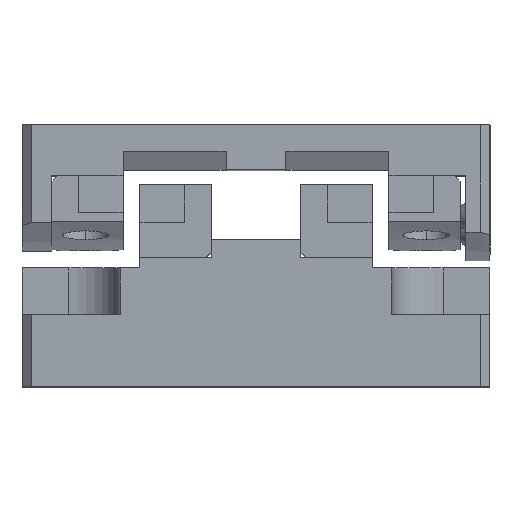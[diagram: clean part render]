
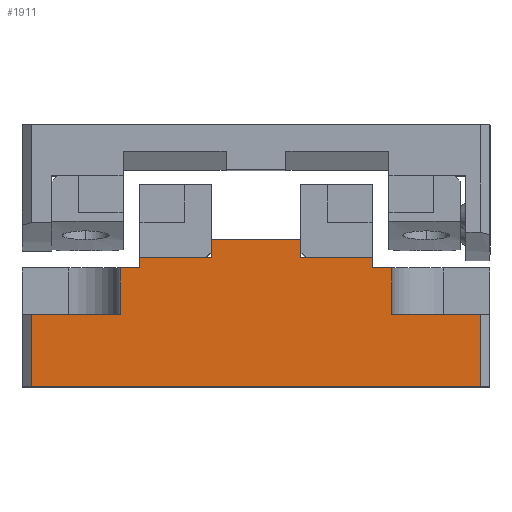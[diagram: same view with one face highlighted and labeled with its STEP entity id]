
A CAD part, top view. The second image highlights one B-rep face of the part: STEP entity #1911.
In plain terms, the highlighted planar face has unit normal (0, 0, 1).
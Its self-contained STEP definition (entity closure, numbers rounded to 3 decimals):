
#115 = ORIENTED_EDGE ( 'NONE', *, *, #8681, .T. ) ;
#218 = EDGE_CURVE ( 'NONE', #10589, #10195, #2450, .T. ) ;
#248 = EDGE_CURVE ( 'NONE', #8600, #5881, #10409, .T. ) ;
#338 = VERTEX_POINT ( 'NONE', #11841 ) ;
#345 = CARTESIAN_POINT ( 'NONE',  ( 25., 0., 25. ) ) ;
#771 = VECTOR ( 'NONE', #9988, 1000. ) ;
#848 = VECTOR ( 'NONE', #4312, 1000. ) ;
#1076 = CARTESIAN_POINT ( 'NONE',  ( 18.7, 6.35, 25. ) ) ;
#1110 = DIRECTION ( 'NONE',  ( -1., 0., 0. ) ) ;
#1138 = AXIS2_PLACEMENT_3D ( 'NONE', #6015, #9937, #1110 ) ;
#1166 = VERTEX_POINT ( 'NONE', #9201 ) ;
#1414 = ORIENTED_EDGE ( 'NONE', *, *, #4823, .T. ) ;
#1455 = VECTOR ( 'NONE', #10086, 1000. ) ;
#1457 = DIRECTION ( 'NONE',  ( -1., 0., 0. ) ) ;
#1467 = CARTESIAN_POINT ( 'NONE',  ( 0.5, 0., 25. ) ) ;
#1540 = DIRECTION ( 'NONE',  ( 1., 0., 0. ) ) ;
#1576 = CARTESIAN_POINT ( 'NONE',  ( 5.25, 6.35, 25. ) ) ;
#1586 = CARTESIAN_POINT ( 'NONE',  ( 18.7, 6.35, 25. ) ) ;
#1645 = VERTEX_POINT ( 'NONE', #1576 ) ;
#1664 = EDGE_CURVE ( 'NONE', #1166, #10589, #11428, .T. ) ;
#1768 = LINE ( 'NONE', #5705, #9854 ) ;
#1800 = VECTOR ( 'NONE', #5523, 1000. ) ;
#1801 = ORIENTED_EDGE ( 'NONE', *, *, #4188, .T. ) ;
#1808 = DIRECTION ( 'NONE',  ( 0., -1., 0. ) ) ;
#1911 = ADVANCED_FACE ( 'NONE', ( #10900 ), #2096, .F. ) ;
#1966 = VERTEX_POINT ( 'NONE', #6138 ) ;
#2009 = ORIENTED_EDGE ( 'NONE', *, *, #1664, .T. ) ;
#2096 = PLANE ( 'NONE',  #1138 ) ;
#2140 = LINE ( 'NONE', #6066, #771 ) ;
#2220 = CARTESIAN_POINT ( 'NONE',  ( 6.3, 6.35, 25. ) ) ;
#2241 = LINE ( 'NONE', #6165, #1455 ) ;
#2368 = VERTEX_POINT ( 'NONE', #4018 ) ;
#2450 = LINE ( 'NONE', #6359, #10415 ) ;
#2515 = ORIENTED_EDGE ( 'NONE', *, *, #248, .F. ) ;
#2586 = VECTOR ( 'NONE', #6534, 1000. ) ;
#2630 = CARTESIAN_POINT ( 'NONE',  ( 24.5, 0., 25. ) ) ;
#3297 = VERTEX_POINT ( 'NONE', #2220 ) ;
#3384 = CARTESIAN_POINT ( 'NONE',  ( 19.75, 3.85, 25. ) ) ;
#3405 = CARTESIAN_POINT ( 'NONE',  ( 14.9, 6.35, 25. ) ) ;
#3492 = LINE ( 'NONE', #7375, #9446 ) ;
#3652 = EDGE_CURVE ( 'NONE', #12190, #6528, #4145, .T. ) ;
#3718 = CARTESIAN_POINT ( 'NONE',  ( 0., 3.85, 25. ) ) ;
#3734 = CARTESIAN_POINT ( 'NONE',  ( 14.9, 7.85, 25. ) ) ;
#3849 = VECTOR ( 'NONE', #12000, 1000. ) ;
#4018 = CARTESIAN_POINT ( 'NONE',  ( 0.5, 3.85, 25. ) ) ;
#4145 = LINE ( 'NONE', #8053, #3849 ) ;
#4188 = EDGE_CURVE ( 'NONE', #338, #6528, #4321, .T. ) ;
#4228 = EDGE_CURVE ( 'NONE', #2368, #1966, #10282, .T. ) ;
#4312 = DIRECTION ( 'NONE',  ( 1., 0., 0. ) ) ;
#4321 = LINE ( 'NONE', #8230, #9022 ) ;
#4550 = ORIENTED_EDGE ( 'NONE', *, *, #218, .T. ) ;
#4616 = ORIENTED_EDGE ( 'NONE', *, *, #4228, .T. ) ;
#4771 = CARTESIAN_POINT ( 'NONE',  ( 6.3, 6.88, 25. ) ) ;
#4823 = EDGE_CURVE ( 'NONE', #12697, #338, #1768, .T. ) ;
#5401 = DIRECTION ( 'NONE',  ( 0., -1., 0. ) ) ;
#5523 = DIRECTION ( 'NONE',  ( 0., -1., 0. ) ) ;
#5626 = EDGE_CURVE ( 'NONE', #7926, #1645, #3492, .T. ) ;
#5705 = CARTESIAN_POINT ( 'NONE',  ( 10.1, 7.85, 25. ) ) ;
#5811 = EDGE_LOOP ( 'NONE', ( #10499, #2009, #4550, #11077, #12125, #2515, #9945, #115, #1414, #1801, #9715, #8928, #6642, #6635, #9921, #4616 ) ) ;
#5881 = VERTEX_POINT ( 'NONE', #1076 ) ;
#6015 = CARTESIAN_POINT ( 'NONE',  ( 0., 0., 25. ) ) ;
#6066 = CARTESIAN_POINT ( 'NONE',  ( 14.9, 7.85, 25. ) ) ;
#6085 = EDGE_CURVE ( 'NONE', #7926, #2368, #12519, .T. ) ;
#6138 = CARTESIAN_POINT ( 'NONE',  ( 0.5, 0., 25. ) ) ;
#6165 = CARTESIAN_POINT ( 'NONE',  ( 19.75, -3.575, 25. ) ) ;
#6354 = LINE ( 'NONE', #10276, #8906 ) ;
#6359 = CARTESIAN_POINT ( 'NONE',  ( 0., 3.85, 25. ) ) ;
#6441 = LINE ( 'NONE', #10359, #11736 ) ;
#6519 = VERTEX_POINT ( 'NONE', #7170 ) ;
#6528 = VERTEX_POINT ( 'NONE', #8224 ) ;
#6534 = DIRECTION ( 'NONE',  ( 0., 1., 0. ) ) ;
#6635 = ORIENTED_EDGE ( 'NONE', *, *, #5626, .F. ) ;
#6642 = ORIENTED_EDGE ( 'NONE', *, *, #12532, .T. ) ;
#6694 = LINE ( 'NONE', #10629, #10105 ) ;
#7018 = EDGE_CURVE ( 'NONE', #11400, #5881, #12214, .T. ) ;
#7126 = CARTESIAN_POINT ( 'NONE',  ( 24.5, 3.85, 25. ) ) ;
#7170 = CARTESIAN_POINT ( 'NONE',  ( 14.9, 6.88, 25. ) ) ;
#7185 = VECTOR ( 'NONE', #7608, 1000. ) ;
#7288 = DIRECTION ( 'NONE',  ( -1., 0., 0. ) ) ;
#7375 = CARTESIAN_POINT ( 'NONE',  ( 5.25, -3.575, 25. ) ) ;
#7608 = DIRECTION ( 'NONE',  ( -1., 0., 0. ) ) ;
#7926 = VERTEX_POINT ( 'NONE', #8629 ) ;
#8053 = CARTESIAN_POINT ( 'NONE',  ( 18.7, 6.88, 25. ) ) ;
#8224 = CARTESIAN_POINT ( 'NONE',  ( 10.1, 6.88, 25. ) ) ;
#8230 = CARTESIAN_POINT ( 'NONE',  ( 10.1, 6.35, 25. ) ) ;
#8600 = VERTEX_POINT ( 'NONE', #9738 ) ;
#8629 = CARTESIAN_POINT ( 'NONE',  ( 5.25, 3.85, 25. ) ) ;
#8681 = EDGE_CURVE ( 'NONE', #6519, #12697, #2140, .T. ) ;
#8876 = EDGE_CURVE ( 'NONE', #6519, #8600, #6441, .T. ) ;
#8906 = VECTOR ( 'NONE', #1457, 1000. ) ;
#8928 = ORIENTED_EDGE ( 'NONE', *, *, #11701, .T. ) ;
#9022 = VECTOR ( 'NONE', #12177, 1000. ) ;
#9201 = CARTESIAN_POINT ( 'NONE',  ( 24.5, 0., 25. ) ) ;
#9446 = VECTOR ( 'NONE', #11317, 1000. ) ;
#9627 = DIRECTION ( 'NONE',  ( -1., 0., 0. ) ) ;
#9715 = ORIENTED_EDGE ( 'NONE', *, *, #3652, .F. ) ;
#9738 = CARTESIAN_POINT ( 'NONE',  ( 18.7, 6.88, 25. ) ) ;
#9854 = VECTOR ( 'NONE', #9627, 1000. ) ;
#9921 = ORIENTED_EDGE ( 'NONE', *, *, #6085, .T. ) ;
#9937 = DIRECTION ( 'NONE',  ( 0., 0., -1. ) ) ;
#9945 = ORIENTED_EDGE ( 'NONE', *, *, #8876, .F. ) ;
#9988 = DIRECTION ( 'NONE',  ( 0., 1., 0. ) ) ;
#10043 = VECTOR ( 'NONE', #5401, 1000. ) ;
#10086 = DIRECTION ( 'NONE',  ( 0., 1., 0. ) ) ;
#10105 = VECTOR ( 'NONE', #1808, 1000. ) ;
#10147 = LINE ( 'NONE', #345, #848 ) ;
#10195 = VERTEX_POINT ( 'NONE', #3384 ) ;
#10276 = CARTESIAN_POINT ( 'NONE',  ( 0., 6.35, 25. ) ) ;
#10281 = DIRECTION ( 'NONE',  ( -1., 0., 0. ) ) ;
#10282 = LINE ( 'NONE', #1467, #10043 ) ;
#10359 = CARTESIAN_POINT ( 'NONE',  ( 18.7, 6.88, 25. ) ) ;
#10377 = VECTOR ( 'NONE', #7288, 1000. ) ;
#10409 = LINE ( 'NONE', #1586, #1800 ) ;
#10415 = VECTOR ( 'NONE', #10281, 1000. ) ;
#10499 = ORIENTED_EDGE ( 'NONE', *, *, #11159, .T. ) ;
#10589 = VERTEX_POINT ( 'NONE', #7126 ) ;
#10629 = CARTESIAN_POINT ( 'NONE',  ( 6.3, 6.35, 25. ) ) ;
#10900 = FACE_OUTER_BOUND ( 'NONE', #5811, .T. ) ;
#11077 = ORIENTED_EDGE ( 'NONE', *, *, #11112, .T. ) ;
#11112 = EDGE_CURVE ( 'NONE', #10195, #11400, #2241, .T. ) ;
#11159 = EDGE_CURVE ( 'NONE', #1966, #1166, #10147, .T. ) ;
#11317 = DIRECTION ( 'NONE',  ( 0., 1., 0. ) ) ;
#11400 = VERTEX_POINT ( 'NONE', #11815 ) ;
#11428 = LINE ( 'NONE', #2630, #2586 ) ;
#11701 = EDGE_CURVE ( 'NONE', #12190, #3297, #6694, .T. ) ;
#11736 = VECTOR ( 'NONE', #1540, 1000. ) ;
#11815 = CARTESIAN_POINT ( 'NONE',  ( 19.75, 6.35, 25. ) ) ;
#11841 = CARTESIAN_POINT ( 'NONE',  ( 10.1, 7.85, 25. ) ) ;
#12000 = DIRECTION ( 'NONE',  ( 1., 0., 0. ) ) ;
#12125 = ORIENTED_EDGE ( 'NONE', *, *, #7018, .T. ) ;
#12177 = DIRECTION ( 'NONE',  ( 0., -1., 0. ) ) ;
#12190 = VERTEX_POINT ( 'NONE', #4771 ) ;
#12214 = LINE ( 'NONE', #3405, #10377 ) ;
#12519 = LINE ( 'NONE', #3718, #7185 ) ;
#12532 = EDGE_CURVE ( 'NONE', #3297, #1645, #6354, .T. ) ;
#12697 = VERTEX_POINT ( 'NONE', #3734 ) ;
